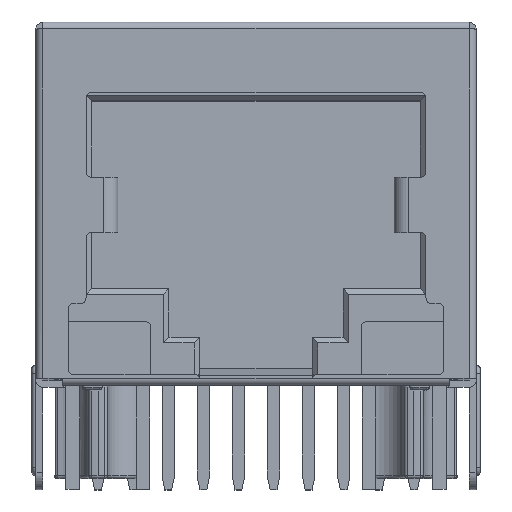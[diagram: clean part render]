
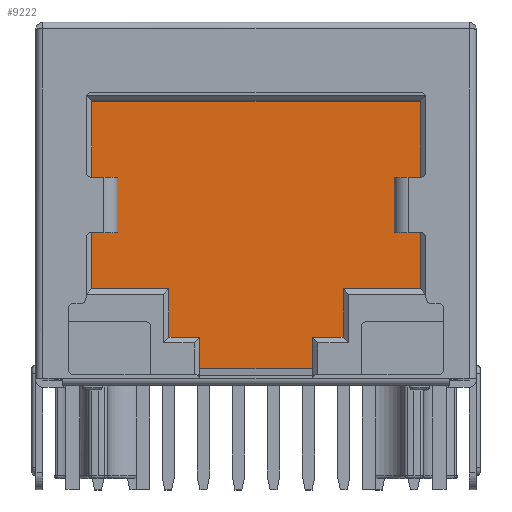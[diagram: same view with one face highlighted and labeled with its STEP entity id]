
A CAD part, top view. The second image highlights one B-rep face of the part: STEP entity #9222.
In plain terms, the highlighted planar face has unit normal (0, 0, 1).
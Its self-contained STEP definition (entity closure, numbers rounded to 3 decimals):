
#93 = VECTOR ( 'NONE', #11944, 1000. ) ;
#185 = VECTOR ( 'NONE', #7810, 1000. ) ;
#409 = EDGE_CURVE ( 'NONE', #7916, #3364, #7574, .T. ) ;
#666 = EDGE_CURVE ( 'NONE', #13156, #10116, #7518, .T. ) ;
#706 = DIRECTION ( 'NONE',  ( 0., 0., 1. ) ) ;
#725 = DIRECTION ( 'NONE',  ( 1., 0., 0. ) ) ;
#734 = VECTOR ( 'NONE', #5428, 1000. ) ;
#787 = LINE ( 'NONE', #3301, #734 ) ;
#1351 = VERTEX_POINT ( 'NONE', #7544 ) ;
#1371 = CARTESIAN_POINT ( 'NONE',  ( -3.15, 1.89, 1. ) ) ;
#1389 = DIRECTION ( 'NONE',  ( -1., 0., 0. ) ) ;
#1398 = CARTESIAN_POINT ( 'NONE',  ( -5.95, 3.65, 1. ) ) ;
#1402 = LINE ( 'NONE', #13758, #6353 ) ;
#1639 = CARTESIAN_POINT ( 'NONE',  ( 3.15, 3.65, 1. ) ) ;
#1835 = VERTEX_POINT ( 'NONE', #1371 ) ;
#2580 = VECTOR ( 'NONE', #10606, 1000. ) ;
#2699 = EDGE_CURVE ( 'NONE', #3364, #1835, #11942, .T. ) ;
#2784 = ORIENTED_EDGE ( 'NONE', *, *, #5497, .T. ) ;
#2789 = VECTOR ( 'NONE', #11426, 1000. ) ;
#2856 = VERTEX_POINT ( 'NONE', #13031 ) ;
#3301 = CARTESIAN_POINT ( 'NONE',  ( -3.15, 3.65, 1. ) ) ;
#3364 = VERTEX_POINT ( 'NONE', #10580 ) ;
#3426 = EDGE_CURVE ( 'NONE', #5029, #9645, #3988, .T. ) ;
#3627 = AXIS2_PLACEMENT_3D ( 'NONE', #12933, #706, #6327 ) ;
#3720 = ORIENTED_EDGE ( 'NONE', *, *, #7511, .T. ) ;
#3791 = DIRECTION ( 'NONE',  ( 0., 1., 0. ) ) ;
#3793 = ORIENTED_EDGE ( 'NONE', *, *, #3426, .F. ) ;
#3988 = LINE ( 'NONE', #6499, #13460 ) ;
#3998 = DIRECTION ( 'NONE',  ( 0., 1., 0. ) ) ;
#4305 = CARTESIAN_POINT ( 'NONE',  ( 3.15, 1.89, 1. ) ) ;
#4729 = CARTESIAN_POINT ( 'NONE',  ( -2.03, 0.75, 1. ) ) ;
#4836 = LINE ( 'NONE', #5979, #9739 ) ;
#4885 = EDGE_CURVE ( 'NONE', #6151, #7825, #9387, .T. ) ;
#4915 = LINE ( 'NONE', #1639, #185 ) ;
#5029 = VERTEX_POINT ( 'NONE', #1398 ) ;
#5069 = PLANE ( 'NONE',  #3627 ) ;
#5092 = CARTESIAN_POINT ( 'NONE',  ( 5.95, 10.45, 1. ) ) ;
#5396 = VERTEX_POINT ( 'NONE', #5092 ) ;
#5428 = DIRECTION ( 'NONE',  ( -1., 0., 0. ) ) ;
#5497 = EDGE_CURVE ( 'NONE', #7916, #6151, #12276, .T. ) ;
#5851 = ORIENTED_EDGE ( 'NONE', *, *, #4885, .T. ) ;
#5943 = ORIENTED_EDGE ( 'NONE', *, *, #10360, .T. ) ;
#5979 = CARTESIAN_POINT ( 'NONE',  ( -3.15, 1.89, 1. ) ) ;
#6151 = VERTEX_POINT ( 'NONE', #11803 ) ;
#6327 = DIRECTION ( 'NONE',  ( 1., 0., 0. ) ) ;
#6353 = VECTOR ( 'NONE', #3998, 1000. ) ;
#6499 = CARTESIAN_POINT ( 'NONE',  ( -5.95, 3.65, 1. ) ) ;
#6564 = CARTESIAN_POINT ( 'NONE',  ( -5.95, 10.45, 1. ) ) ;
#6845 = CARTESIAN_POINT ( 'NONE',  ( 2.03, 1.89, 1. ) ) ;
#7033 = VECTOR ( 'NONE', #11782, 1000. ) ;
#7061 = CARTESIAN_POINT ( 'NONE',  ( -2.03, 1.89, 1. ) ) ;
#7266 = CARTESIAN_POINT ( 'NONE',  ( -2.03, 0.75, 1. ) ) ;
#7511 = EDGE_CURVE ( 'NONE', #7825, #13156, #11520, .T. ) ;
#7518 = LINE ( 'NONE', #9146, #2789 ) ;
#7544 = CARTESIAN_POINT ( 'NONE',  ( 5.95, 3.65, 1. ) ) ;
#7574 = LINE ( 'NONE', #7266, #12482 ) ;
#7810 = DIRECTION ( 'NONE',  ( 1., 0., 0. ) ) ;
#7825 = VERTEX_POINT ( 'NONE', #6845 ) ;
#7916 = VERTEX_POINT ( 'NONE', #4729 ) ;
#7918 = VECTOR ( 'NONE', #725, 1000. ) ;
#8729 = LINE ( 'NONE', #11296, #13172 ) ;
#9062 = ORIENTED_EDGE ( 'NONE', *, *, #409, .F. ) ;
#9146 = CARTESIAN_POINT ( 'NONE',  ( 3.15, 1.89, 1. ) ) ;
#9222 = ADVANCED_FACE ( 'NONE', ( #10365 ), #5069, .T. ) ;
#9387 = LINE ( 'NONE', #14051, #93 ) ;
#9484 = EDGE_LOOP ( 'NONE', ( #10529, #10917, #3793, #10768, #10835, #10432, #9062, #2784, #5851, #3720, #12865, #5943 ) ) ;
#9497 = CARTESIAN_POINT ( 'NONE',  ( 2.03, 1.89, 1. ) ) ;
#9597 = EDGE_CURVE ( 'NONE', #1351, #5396, #1402, .T. ) ;
#9645 = VERTEX_POINT ( 'NONE', #6564 ) ;
#9739 = VECTOR ( 'NONE', #10378, 1000. ) ;
#10116 = VERTEX_POINT ( 'NONE', #12477 ) ;
#10230 = DIRECTION ( 'NONE',  ( 0., 1., 0. ) ) ;
#10360 = EDGE_CURVE ( 'NONE', #10116, #1351, #4915, .T. ) ;
#10365 = FACE_OUTER_BOUND ( 'NONE', #9484, .T. ) ;
#10378 = DIRECTION ( 'NONE',  ( 0., 1., 0. ) ) ;
#10432 = ORIENTED_EDGE ( 'NONE', *, *, #2699, .F. ) ;
#10497 = EDGE_CURVE ( 'NONE', #1835, #2856, #4836, .T. ) ;
#10529 = ORIENTED_EDGE ( 'NONE', *, *, #9597, .T. ) ;
#10580 = CARTESIAN_POINT ( 'NONE',  ( -2.03, 1.89, 1. ) ) ;
#10606 = DIRECTION ( 'NONE',  ( -1., 0., 0. ) ) ;
#10756 = EDGE_CURVE ( 'NONE', #2856, #5029, #787, .T. ) ;
#10768 = ORIENTED_EDGE ( 'NONE', *, *, #10756, .F. ) ;
#10835 = ORIENTED_EDGE ( 'NONE', *, *, #10497, .F. ) ;
#10917 = ORIENTED_EDGE ( 'NONE', *, *, #12617, .T. ) ;
#11296 = CARTESIAN_POINT ( 'NONE',  ( 5.95, 10.45, 1. ) ) ;
#11426 = DIRECTION ( 'NONE',  ( 0., 1., 0. ) ) ;
#11520 = LINE ( 'NONE', #9497, #7033 ) ;
#11782 = DIRECTION ( 'NONE',  ( 1., 0., 0. ) ) ;
#11803 = CARTESIAN_POINT ( 'NONE',  ( 2.03, 0.75, 1. ) ) ;
#11942 = LINE ( 'NONE', #7061, #2580 ) ;
#11944 = DIRECTION ( 'NONE',  ( 0., 1., 0. ) ) ;
#12276 = LINE ( 'NONE', #12769, #7918 ) ;
#12477 = CARTESIAN_POINT ( 'NONE',  ( 3.15, 3.65, 1. ) ) ;
#12482 = VECTOR ( 'NONE', #3791, 1000. ) ;
#12617 = EDGE_CURVE ( 'NONE', #5396, #9645, #8729, .T. ) ;
#12769 = CARTESIAN_POINT ( 'NONE',  ( 0., 0.75, 1. ) ) ;
#12865 = ORIENTED_EDGE ( 'NONE', *, *, #666, .T. ) ;
#12933 = CARTESIAN_POINT ( 'NONE',  ( 0., 0., 1. ) ) ;
#13031 = CARTESIAN_POINT ( 'NONE',  ( -3.15, 3.65, 1. ) ) ;
#13156 = VERTEX_POINT ( 'NONE', #4305 ) ;
#13172 = VECTOR ( 'NONE', #1389, 1000. ) ;
#13460 = VECTOR ( 'NONE', #10230, 1000. ) ;
#13758 = CARTESIAN_POINT ( 'NONE',  ( 5.95, 3.65, 1. ) ) ;
#14051 = CARTESIAN_POINT ( 'NONE',  ( 2.03, 0.75, 1. ) ) ;
